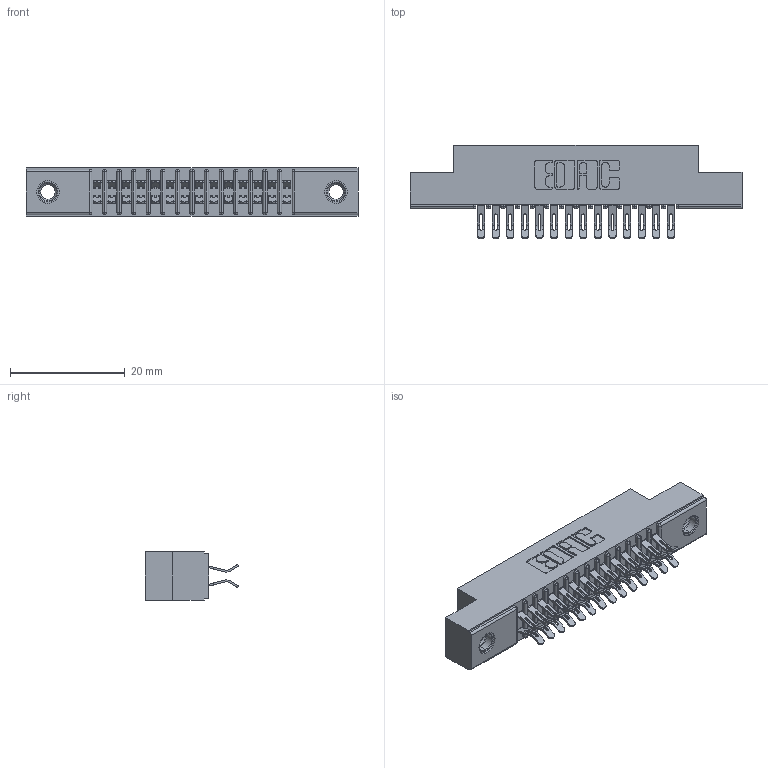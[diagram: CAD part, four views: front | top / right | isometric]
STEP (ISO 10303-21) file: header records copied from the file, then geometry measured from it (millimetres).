
FILE_DESCRIPTION (( 'STEP AP203' ), '1' );
FILE_NAME ('391-028-555-207.STEP', '2018-08-08T21:04:52', ( '' ), ( '' ), 'SwSTEP 2.0', 'SolidWorks 2016', '' );
FILE_SCHEMA (( 'CONFIG_CONTROL_DESIGN' ));
Length unit declared in the file: inch
Products named in the file (4): 341 Part_.156 (3.96) Dia Mounting Holes; 341-292-001_341-292-155; 345-250-001_345-250-005-103; 391-028-555-207
Assembly tree (31 placements, depth 2):
  391-028-555-207
    341 Part_.156 (3.96) Dia Mounting Holes
    341-292-001_341-292-155  x28
    345-250-001_345-250-005-103  x2
Bounding box: 57.78 x 16.31 x 8.38 mm (x, y, z)
Volume: 3333.7 mm3; surface area: 6707.7 mm2
Topology: 31 solids, 31 shells, 2360 faces, 6990 edges, 4546 vertices
Faces by surface type: plane 1276, cylinder 1012, sphere 30, torus 30, cone 12
Entity records: 22328 total; most frequent: CARTESIAN_POINT 3711, ORIENTED_EDGE 3668, DIRECTION 3622, EDGE_CURVE 1834, LINE 1432, VECTOR 1432, VERTEX_POINT 1168, AXIS2_PLACEMENT_3D 1095
